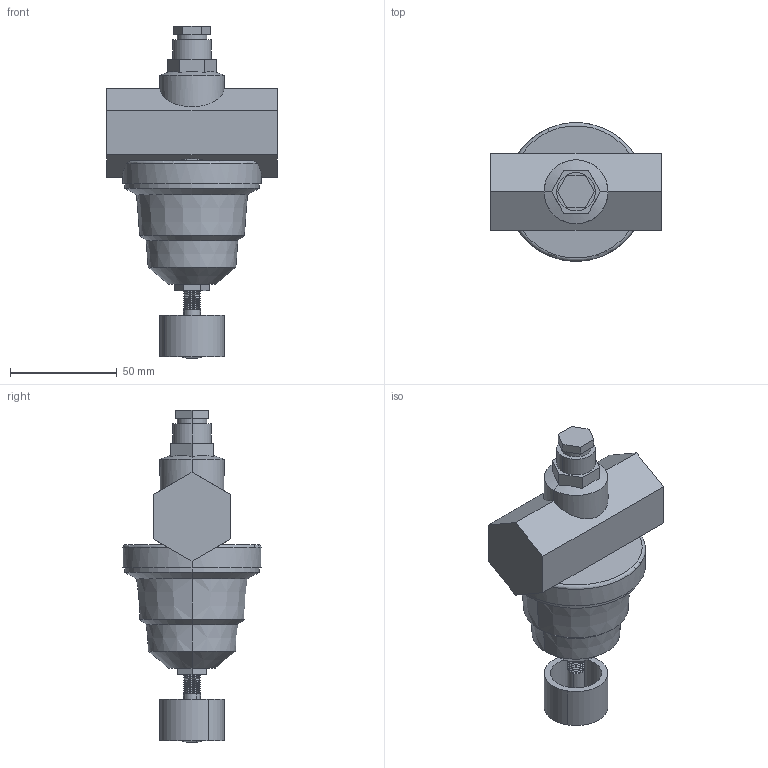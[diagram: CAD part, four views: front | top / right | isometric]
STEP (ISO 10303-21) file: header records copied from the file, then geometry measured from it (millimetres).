
FILE_DESCRIPTION(('no description'),'unknown implementation level');
FILE_NAME('VDI3805_D22-3_4A_3D.stp',' ',('pit-cup GmbH'),('ccLab - KiM Gmbh - www.kimweb.de'),'unknown preprocess','ACIS','unknown authorization');
FILE_SCHEMA(('automotive_design'));
Length unit declared in the file: millimetre
Products named in the file (2): 1; 2
Bounding box: 80 x 65 x 155.5 mm (x, y, z)
Volume: 220988.6 mm3; surface area: 30429.2 mm2
Topology: 2 solids, 2 shells, 114 faces, 281 edges, 181 vertices
Faces by surface type: cone 50, plane 42, cylinder 20, torus 2
Entity records: 6827 total; most frequent: CARTESIAN_POINT 758, DIRECTION 634, STYLED_ITEM 578, PRESENTATION_STYLE_ASSIGNMENT 578, COLOUR_RGB 578, ORIENTED_EDGE 562, EDGE_CURVE 281, CURVE_STYLE 281
